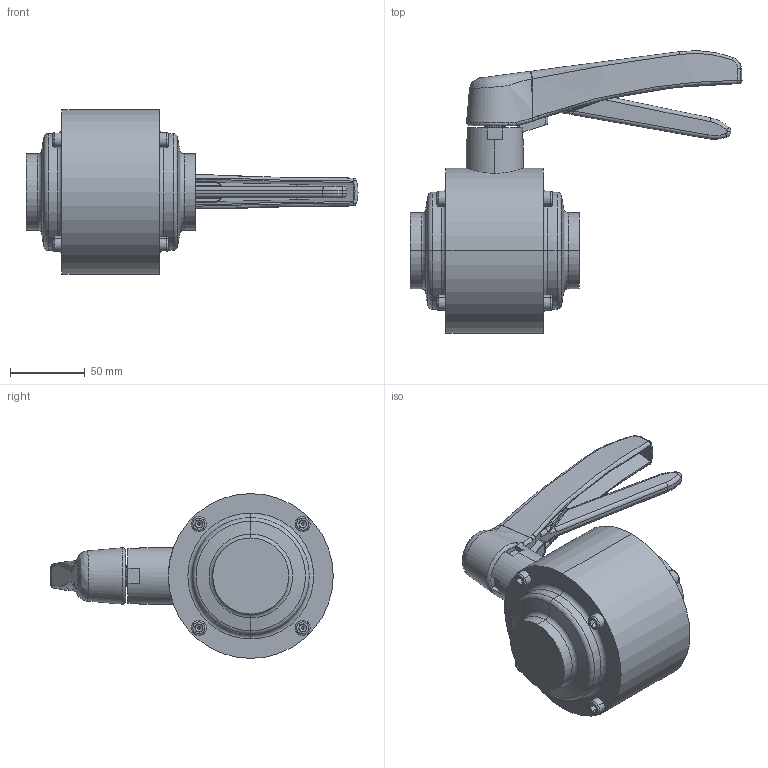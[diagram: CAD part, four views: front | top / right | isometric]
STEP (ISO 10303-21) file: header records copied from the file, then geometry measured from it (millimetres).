
FILE_DESCRIPTION (( 'STEP AP214' ), '1' );
FILE_NAME ('4025051xxx-xxx.STEP', '2014-04-02T11:36:57', ( 'Install' ), ( '' ), 'SwSTEP 2.0', 'SolidWorks 2013', '' );
FILE_SCHEMA (( 'AUTOMOTIVE_DESIGN' ));
Length unit declared in the file: millimetre
Products named in the file (3): Group2^Durchgangskugelhahn-+-4025051000-0XXDEF_-; Group1^Durchgangskugelhahn-+-4025051000-0XXDEF_-; 4025051xxx-xxx
Assembly tree (2 placements, depth 2):
  4025051xxx-xxx
    Group1^Durchgangskugelhahn-+-4025051000-0XXDEF_-
    Group2^Durchgangskugelhahn-+-4025051000-0XXDEF_-
Bounding box: 221.5 x 188.44 x 110 mm (x, y, z)
Volume: 901879.4 mm3; surface area: 85488.9 mm2
Topology: 2 solids, 2 shells, 406 faces, 958 edges, 565 vertices
Faces by surface type: plane 185, cylinder 87, bspline 63, torus 48, cone 23
Entity records: 17522 total; most frequent: CARTESIAN_POINT 8535, ORIENTED_EDGE 1896, DIRECTION 1819, EDGE_CURVE 948, AXIS2_PLACEMENT_3D 685, VERTEX_POINT 565, LINE 449, VECTOR 449
